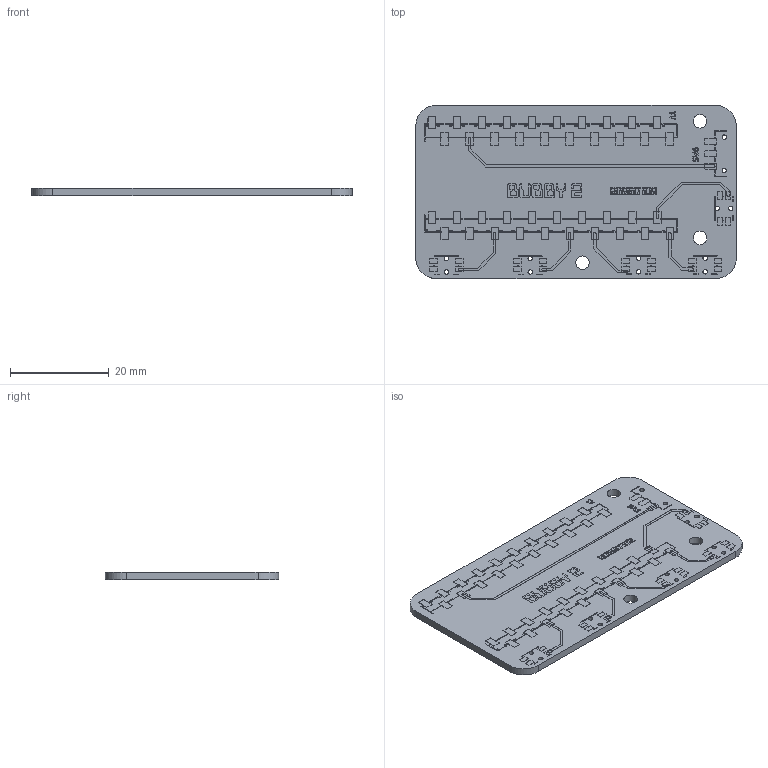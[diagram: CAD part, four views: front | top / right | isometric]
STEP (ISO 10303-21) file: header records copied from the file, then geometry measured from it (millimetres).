
FILE_DESCRIPTION(('KiCad electronic assembly'),'2;1');
FILE_NAME('bubby2.step','2025-07-02T11:42:04',('Pcbnew'),('Kicad'), 'Open CASCADE STEP processor 7.8','KiCad to STEP converter','Unknown' );
FILE_SCHEMA(('AUTOMOTIVE_DESIGN { 1 0 10303 214 1 1 1 1 }'));
Length unit declared in the file: millimetre
Products named in the file (5): bubby2 1; bubby2_copper; bubby2_pad; bubby2_silkscreen; bubby2_PCB
Assembly tree (4 placements, depth 2):
  bubby2 1
    bubby2_copper
    bubby2_pad
    bubby2_silkscreen
    bubby2_PCB
Bounding box: 65.06 x 35.21 x 1.58 mm (x, y, z)
Volume: 3406.3 mm3; surface area: 5463.6 mm2
Topology: 70 solids, 195 shells, 619 faces, 2624 edges, 2270 vertices
Faces by surface type: plane 562, cylinder 57
Full cylindrical faces by diameter (mm): 0.9 x12, 2.75 x3
Entity records: 28905 total; most frequent: CARTESIAN_POINT 5518, DIRECTION 4294, ORIENTED_EDGE 3686, EDGE_CURVE 2624, VERTEX_POINT 2270, LINE 2202, VECTOR 2202, AXIS2_PLACEMENT_3D 1046
